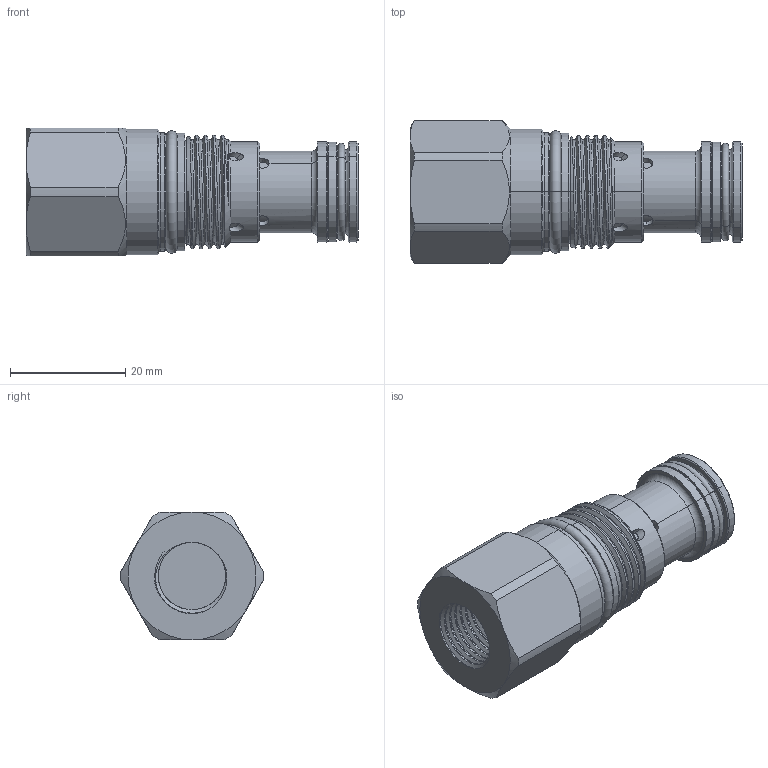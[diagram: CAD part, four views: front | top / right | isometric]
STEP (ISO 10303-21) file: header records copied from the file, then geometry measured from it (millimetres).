
FILE_DESCRIPTION (( 'STEP AP203' ), '1' );
FILE_NAME ('LS13A22-G02.STEP', '2016-06-06T07:02:12', ( '' ), ( '' ), 'SwSTEP 2.0', 'SolidWorks 2012', '' );
FILE_SCHEMA (( 'CONFIG_CONTROL_DESIGN' ));
Length unit declared in the file: millimetre
Products named in the file (1): LS13A22-G02
Bounding box: 57.7 x 24.79 x 22.22 mm (x, y, z)
Volume: 15883.3 mm3; surface area: 6692.3 mm2
Topology: 1 solids, 1 shells, 173 faces, 412 edges, 259 vertices
Faces by surface type: cylinder 94, cone 27, plane 25, torus 18, bspline 9
Entity records: 8242 total; most frequent: CARTESIAN_POINT 4412, ORIENTED_EDGE 824, DIRECTION 746, EDGE_CURVE 412, AXIS2_PLACEMENT_3D 314, VERTEX_POINT 259, EDGE_LOOP 191, ADVANCED_FACE 173
